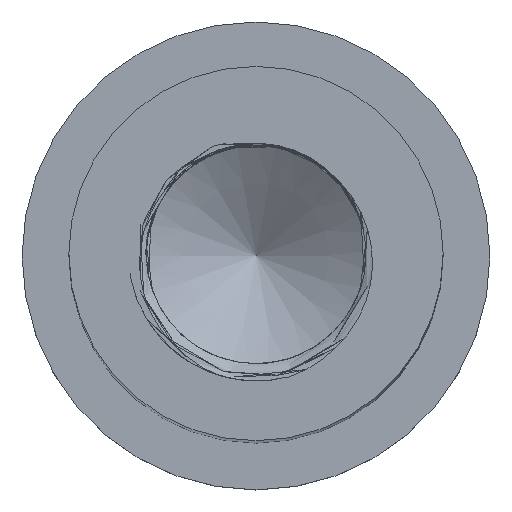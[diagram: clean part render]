
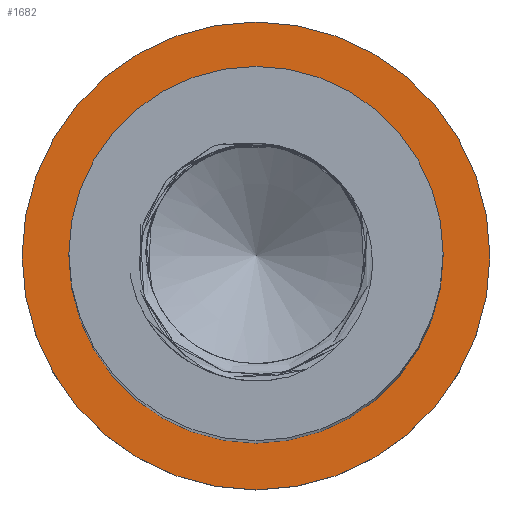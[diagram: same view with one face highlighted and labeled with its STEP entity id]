
A CAD part, top view. The second image highlights one B-rep face of the part: STEP entity #1682.
In plain terms, the highlighted planar face has unit normal (0, 0, 1).
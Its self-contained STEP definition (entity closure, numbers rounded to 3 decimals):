
#16=FACE_BOUND('',#206,.T.);
#22=PLANE('',#1795);
#113=FACE_OUTER_BOUND('',#205,.T.);
#205=EDGE_LOOP('',(#1506));
#206=EDGE_LOOP('',(#1507));
#215=CIRCLE('',#1791,3.);
#216=CIRCLE('',#1793,3.75);
#723=VERTEX_POINT('',#7489);
#724=VERTEX_POINT('',#7493);
#983=EDGE_CURVE('',#723,#723,#215,.T.);
#984=EDGE_CURVE('',#724,#724,#216,.T.);
#1506=ORIENTED_EDGE('',*,*,#984,.T.);
#1507=ORIENTED_EDGE('',*,*,#983,.T.);
#1682=ADVANCED_FACE('',(#113,#16),#22,.T.);
#1791=AXIS2_PLACEMENT_3D('',#7491,#2067,#2068);
#1793=AXIS2_PLACEMENT_3D('',#7494,#2071,#2072);
#1795=AXIS2_PLACEMENT_3D('',#7498,#2076,#2077);
#2067=DIRECTION('center_axis',(0.,0.,-1.));
#2068=DIRECTION('ref_axis',(-1.,0.,0.));
#2071=DIRECTION('center_axis',(0.,0.,1.));
#2072=DIRECTION('ref_axis',(1.,0.,0.));
#2076=DIRECTION('center_axis',(0.,0.,1.));
#2077=DIRECTION('ref_axis',(1.,0.,0.));
#7489=CARTESIAN_POINT('',(3.,0.,1.));
#7491=CARTESIAN_POINT('Origin',(0.,0.,1.));
#7493=CARTESIAN_POINT('',(-3.75,0.,1.));
#7494=CARTESIAN_POINT('Origin',(0.,0.,1.));
#7498=CARTESIAN_POINT('Origin',(0.,0.,1.));
